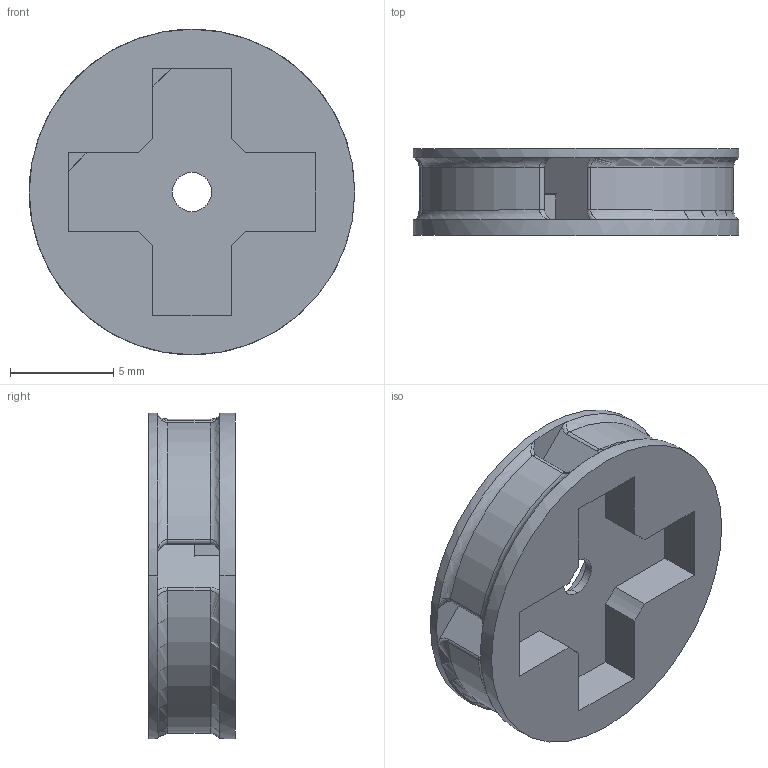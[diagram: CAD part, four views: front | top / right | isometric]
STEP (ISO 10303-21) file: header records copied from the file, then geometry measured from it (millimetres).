
FILE_DESCRIPTION (( 'STEP AP214' ), '1' );
FILE_NAME ('Servo Spool Thumb Zip Tie - Add.step', '2018-04-16T02:42:27', ( '' ), ( '' ), 'SwSTEP 2.0', 'SolidWorks 2016', '' );
FILE_SCHEMA (( 'AUTOMOTIVE_DESIGN' ));
Length unit declared in the file: millimetre
Products named in the file (1): Servo Spool Thumb Zip Tie - Add
Bounding box: 15.78 x 4.2 x 15.78 mm (x, y, z)
Volume: 561 mm3; surface area: 770.6 mm2
Topology: 1 solids, 1 shells, 56 faces, 153 edges, 94 vertices
Faces by surface type: cylinder 20, plane 19, bspline 8, torus 7, cone 2
Entity records: 2116 total; most frequent: CARTESIAN_POINT 692, ORIENTED_EDGE 306, DIRECTION 280, EDGE_CURVE 153, AXIS2_PLACEMENT_3D 102, VERTEX_POINT 94, LINE 76, VECTOR 76
